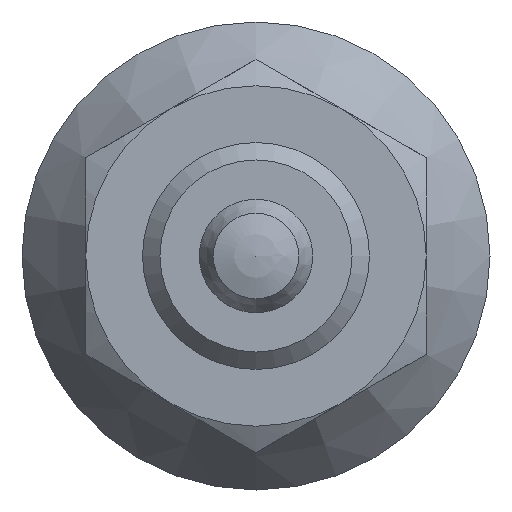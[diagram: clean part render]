
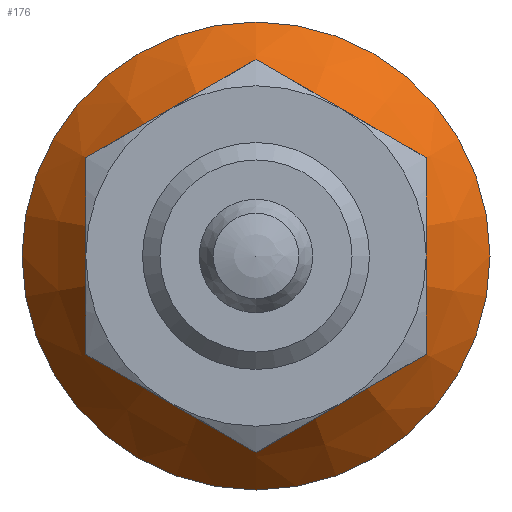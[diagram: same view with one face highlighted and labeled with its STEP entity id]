
A CAD part, front view. The second image highlights one B-rep face of the part: STEP entity #176.
In plain terms, the highlighted conical face has half-angle 37 degrees and reference radius 16.5 mm.
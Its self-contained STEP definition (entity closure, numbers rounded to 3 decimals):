
#176 = ADVANCED_FACE( '', ( #373, #374 ), #375, .T. );
#373 = FACE_BOUND( '', #588, .T. );
#374 = FACE_OUTER_BOUND( '', #589, .T. );
#375 = CONICAL_SURFACE( '', #590, 16.5, 0.646 );
#588 = EDGE_LOOP( '', ( #1013 ) );
#589 = EDGE_LOOP( '', ( #1014 ) );
#590 = AXIS2_PLACEMENT_3D( '', #1015, #1016, #1017 );
#1013 = ORIENTED_EDGE( '', *, *, #1357, .F. );
#1014 = ORIENTED_EDGE( '', *, *, #1248, .T. );
#1015 = CARTESIAN_POINT( '', ( 0., 21.689, 0. ) );
#1016 = DIRECTION( '', ( 0., 1., 0. ) );
#1017 = DIRECTION( '', ( 0., 0., 1. ) );
#1248 = EDGE_CURVE( '', #1494, #1494, #1495, .T. );
#1357 = EDGE_CURVE( '', #1644, #1644, #1645, .T. );
#1494 = VERTEX_POINT( '', #1870 );
#1495 = CIRCLE( '', #1871, 16.5 );
#1644 = VERTEX_POINT( '', #2195 );
#1645 = CIRCLE( '', #2196, 9.5 );
#1870 = CARTESIAN_POINT( '', ( 0., 21.689, -16.5 ) );
#1871 = AXIS2_PLACEMENT_3D( '', #2300, #2301, #2302 );
#2195 = CARTESIAN_POINT( '', ( 0., 12.4, -9.5 ) );
#2196 = AXIS2_PLACEMENT_3D( '', #2386, #2387, #2388 );
#2300 = CARTESIAN_POINT( '', ( 0., 21.689, 0. ) );
#2301 = DIRECTION( '', ( 0., -1., 0. ) );
#2302 = DIRECTION( '', ( 0., 0., -1. ) );
#2386 = CARTESIAN_POINT( '', ( 0., 12.4, 0. ) );
#2387 = DIRECTION( '', ( 0., -1., 0. ) );
#2388 = DIRECTION( '', ( 0., 0., -1. ) );
